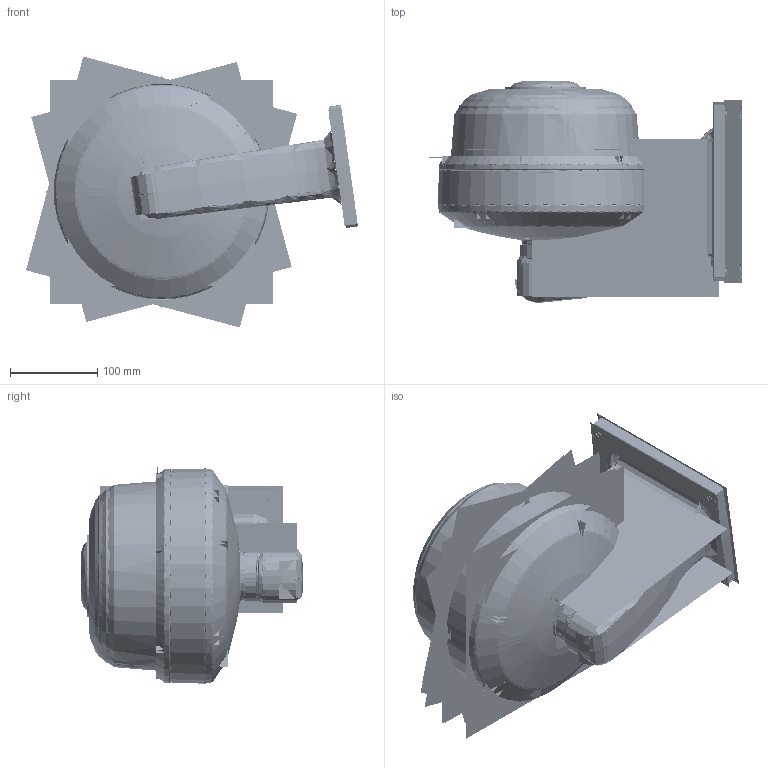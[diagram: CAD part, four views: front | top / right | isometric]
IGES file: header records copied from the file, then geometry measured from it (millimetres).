
Start section:  PTC IGES file: 360PTZ-20210129.igs
Global section: file name: 360PTZ-20210129.igs; native system: Creo Parametric by PTC Inc.; preprocessor: 2017260; author: bennylai; organization: Unknown; date: 20210129.174418; units: millimetre
Bounding box: 380.68 x 254.69 x 310.79 mm (x, y, z)
Surface area: 4482901.7 mm2 (no closed solid volume)
Topology: 0 solids, 0 shells, 17181 faces, 253921 edges, 333878 vertices
Faces by surface type: revolution 11339, bspline 5790, extrusion 52
